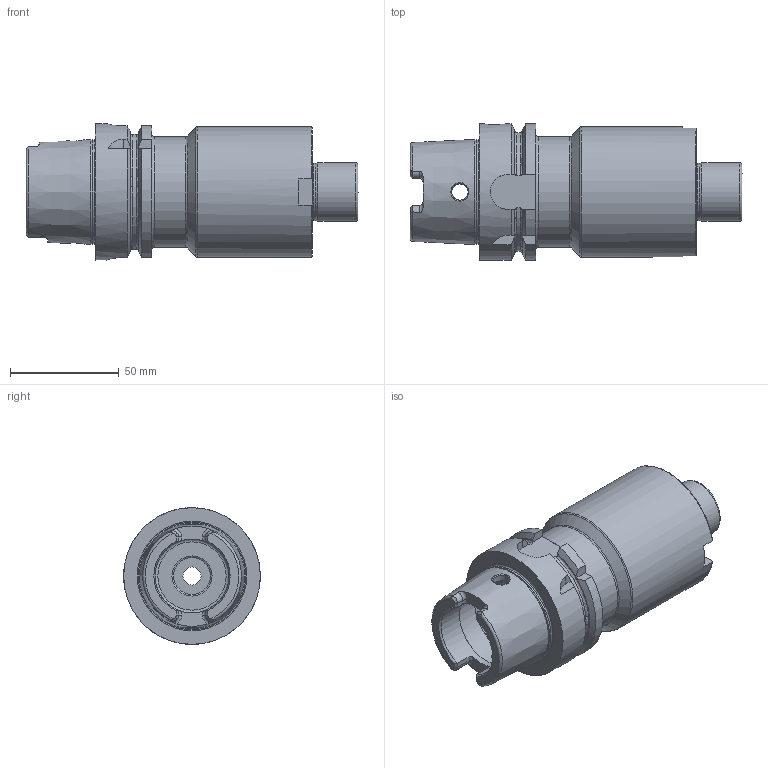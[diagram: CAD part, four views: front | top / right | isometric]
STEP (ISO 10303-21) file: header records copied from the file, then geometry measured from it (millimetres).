
FILE_DESCRIPTION((''),'2;1');
FILE_NAME('606305-231.stp','2014-01-09T09:22:09',('SCHUESSLER'),(''),'Autodesk Inventor 2012','Autodesk Inventor 2012','');
FILE_SCHEMA(('AUTOMOTIVE_DESIGN { 1 0 10303 214 1 1 1 1 }'));
Length unit declared in the file: millimetre
Products named in the file (1): 606305-231
Bounding box: 153 x 63 x 63 mm (x, y, z)
Volume: 278055.2 mm3; surface area: 42704.3 mm2
Topology: 1 solids, 1 shells, 163 faces, 439 edges, 275 vertices
Faces by surface type: plane 53, cylinder 46, cone 33, torus 25, bspline 6
Full cylindrical faces by diameter (mm): 3 x4, 3.242 x2, 7.5 x2, 8.4 x1, 10 x1, 10.2 x1, 13 x1, 17 x1, 18.5 x1, 26.4 x1, 27 x1, 34 x2, 40 x1, 48.021 x1, 51 x1, 60 x1, 63 x1
Entity records: 5633 total; most frequent: CARTESIAN_POINT 2023, DIRECTION 724, ORIENTED_EDGE 722, EDGE_CURVE 361, AXIS2_PLACEMENT_3D 307, VERTEX_POINT 251, EDGE_LOOP 220, FACE_OUTER_BOUND 163
